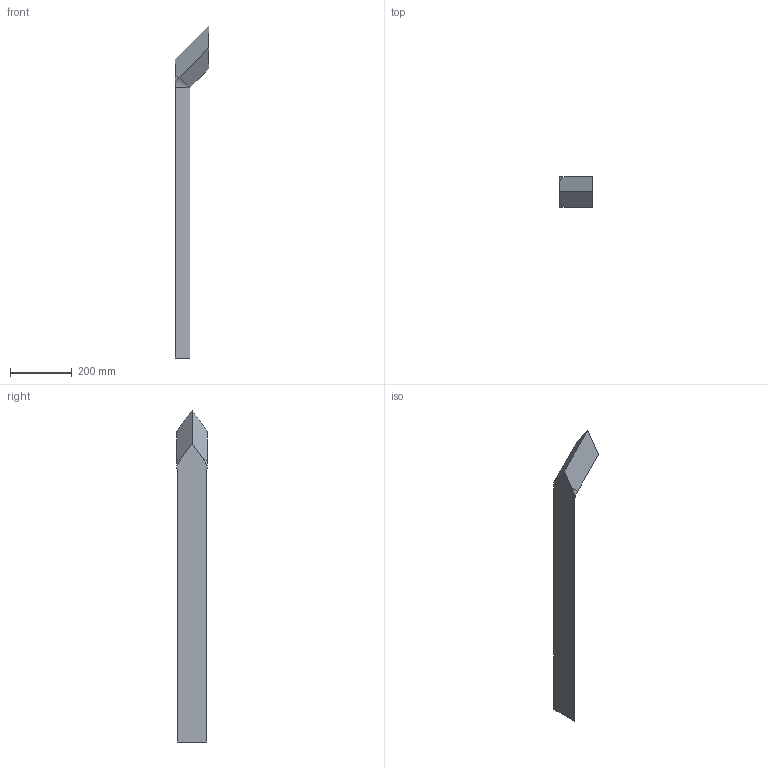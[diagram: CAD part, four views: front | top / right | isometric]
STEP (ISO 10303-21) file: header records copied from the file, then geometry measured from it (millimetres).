
FILE_DESCRIPTION(('Open CASCADE Model'),'2;1');
FILE_NAME('Open CASCADE Shape Model','2024-10-07T14:11:40',('Author'),( 'Open CASCADE'),'Open CASCADE STEP processor 7.7','Open CASCADE 7.7' ,'Unknown');
FILE_SCHEMA(('AUTOMOTIVE_DESIGN { 1 0 10303 214 1 1 1 1 }'));
Length unit declared in the file: millimetre
Products named in the file (3): Open CASCADE STEP translator 7.7 1; Open CASCADE STEP translator 7.7 1.1; Open CASCADE STEP translator 7.7 1.2
Assembly tree (2 placements, depth 2):
  Open CASCADE STEP translator 7.7 1
    Open CASCADE STEP translator 7.7 1.1
    Open CASCADE STEP translator 7.7 1.2
Bounding box: 107.11 x 100 x 1073.75 mm (x, y, z)
Volume: 800785 mm3; surface area: 341274.4 mm2
Topology: 1 solids, 1 shells, 18 faces, 50 edges, 32 vertices
Faces by surface type: plane 14, bspline 4
Entity records: 1901 total; most frequent: CARTESIAN_POINT 1032, ORIENTED_EDGE 100, PCURVE 100, DEFINITIONAL_REPRESENTATION 100, DIRECTION 93, B_SPLINE_CURVE_WITH_KNOTS 91, LINE 59, VECTOR 59
